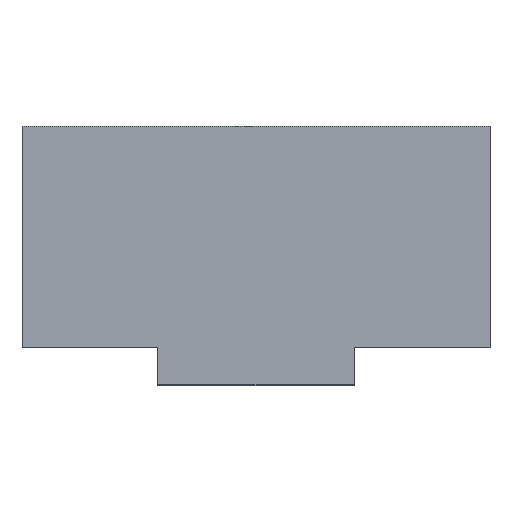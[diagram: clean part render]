
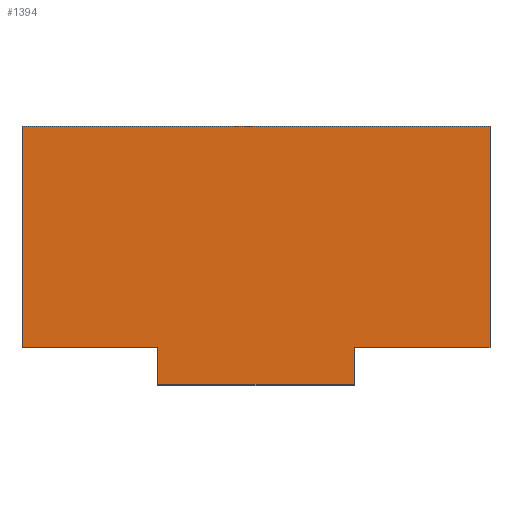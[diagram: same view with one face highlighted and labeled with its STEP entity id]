
A CAD part, top view. The second image highlights one B-rep face of the part: STEP entity #1394.
In plain terms, the highlighted planar face has unit normal (0, 0, 1).
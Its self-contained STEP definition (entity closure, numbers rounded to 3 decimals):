
#427 = PLANE('',#428);
#428 = AXIS2_PLACEMENT_3D('',#429,#430,#431);
#429 = CARTESIAN_POINT('',(-2.72,0.,0.));
#430 = DIRECTION('',(1.,0.,0.));
#431 = DIRECTION('',(0.,0.,-1.));
#483 = PLANE('',#484);
#484 = AXIS2_PLACEMENT_3D('',#485,#486,#487);
#485 = CARTESIAN_POINT('',(2.72,0.,0.));
#486 = DIRECTION('',(1.,0.,0.));
#487 = DIRECTION('',(0.,0.,-1.));
#619 = VERTEX_POINT('',#620);
#620 = CARTESIAN_POINT('',(-2.72,0.635,3.678));
#634 = PLANE('',#635);
#635 = AXIS2_PLACEMENT_3D('',#636,#637,#638);
#636 = CARTESIAN_POINT('',(-2.72,0.635,-3.278));
#637 = DIRECTION('',(0.,1.,0.));
#638 = DIRECTION('',(0.,0.,1.));
#646 = EDGE_CURVE('',#647,#619,#649,.T.);
#647 = VERTEX_POINT('',#648);
#648 = CARTESIAN_POINT('',(-2.72,-1.935,3.678));
#649 = SURFACE_CURVE('',#650,(#654,#661),.PCURVE_S1.);
#650 = LINE('',#651,#652);
#651 = CARTESIAN_POINT('',(-2.72,-1.935,3.678));
#652 = VECTOR('',#653,1.);
#653 = DIRECTION('',(0.,1.,0.));
#654 = PCURVE('',#427,#655);
#655 = DEFINITIONAL_REPRESENTATION('',(#656),#660);
#656 = LINE('',#657,#658);
#657 = CARTESIAN_POINT('',(-3.678,-1.935));
#658 = VECTOR('',#659,1.);
#659 = DIRECTION('',(0.,1.));
#660 = ( GEOMETRIC_REPRESENTATION_CONTEXT(2) 
PARAMETRIC_REPRESENTATION_CONTEXT() REPRESENTATION_CONTEXT('2D SPACE',''
  ) );
#661 = PCURVE('',#662,#667);
#662 = PLANE('',#663);
#663 = AXIS2_PLACEMENT_3D('',#664,#665,#666);
#664 = CARTESIAN_POINT('',(-2.72,0.635,3.678));
#665 = DIRECTION('',(0.,0.,1.));
#666 = DIRECTION('',(0.,-1.,0.));
#667 = DEFINITIONAL_REPRESENTATION('',(#668),#672);
#668 = LINE('',#669,#670);
#669 = CARTESIAN_POINT('',(2.57,0.));
#670 = VECTOR('',#671,1.);
#671 = DIRECTION('',(-1.,0.));
#672 = ( GEOMETRIC_REPRESENTATION_CONTEXT(2) 
PARAMETRIC_REPRESENTATION_CONTEXT() REPRESENTATION_CONTEXT('2D SPACE',''
  ) );
#690 = PLANE('',#691);
#691 = AXIS2_PLACEMENT_3D('',#692,#693,#694);
#692 = CARTESIAN_POINT('',(-2.72,-1.935,3.678));
#693 = DIRECTION('',(0.,-1.,0.));
#694 = DIRECTION('',(0.,0.,-1.));
#800 = VERTEX_POINT('',#801);
#801 = CARTESIAN_POINT('',(2.72,-1.935,3.678));
#815 = PLANE('',#816);
#816 = AXIS2_PLACEMENT_3D('',#817,#818,#819);
#817 = CARTESIAN_POINT('',(-2.72,-1.935,3.678));
#818 = DIRECTION('',(0.,-1.,0.));
#819 = DIRECTION('',(0.,0.,-1.));
#827 = EDGE_CURVE('',#828,#800,#830,.T.);
#828 = VERTEX_POINT('',#829);
#829 = CARTESIAN_POINT('',(2.72,0.635,3.678));
#830 = SURFACE_CURVE('',#831,(#835,#842),.PCURVE_S1.);
#831 = LINE('',#832,#833);
#832 = CARTESIAN_POINT('',(2.72,0.635,3.678));
#833 = VECTOR('',#834,1.);
#834 = DIRECTION('',(0.,-1.,0.));
#835 = PCURVE('',#483,#836);
#836 = DEFINITIONAL_REPRESENTATION('',(#837),#841);
#837 = LINE('',#838,#839);
#838 = CARTESIAN_POINT('',(-3.678,0.635));
#839 = VECTOR('',#840,1.);
#840 = DIRECTION('',(0.,-1.));
#841 = ( GEOMETRIC_REPRESENTATION_CONTEXT(2) 
PARAMETRIC_REPRESENTATION_CONTEXT() REPRESENTATION_CONTEXT('2D SPACE',''
  ) );
#842 = PCURVE('',#662,#843);
#843 = DEFINITIONAL_REPRESENTATION('',(#844),#848);
#844 = LINE('',#845,#846);
#845 = CARTESIAN_POINT('',(0.,5.44));
#846 = VECTOR('',#847,1.);
#847 = DIRECTION('',(1.,0.));
#848 = ( GEOMETRIC_REPRESENTATION_CONTEXT(2) 
PARAMETRIC_REPRESENTATION_CONTEXT() REPRESENTATION_CONTEXT('2D SPACE',''
  ) );
#914 = PLANE('',#915);
#915 = AXIS2_PLACEMENT_3D('',#916,#917,#918);
#916 = CARTESIAN_POINT('',(-1.143,0.,0.));
#917 = DIRECTION('',(1.,0.,0.));
#918 = DIRECTION('',(0.,0.,-1.));
#942 = PLANE('',#943);
#943 = AXIS2_PLACEMENT_3D('',#944,#945,#946);
#944 = CARTESIAN_POINT('',(-1.143,-2.365,3.678));
#945 = DIRECTION('',(0.,-1.,0.));
#946 = DIRECTION('',(0.,0.,-1.));
#970 = PLANE('',#971);
#971 = AXIS2_PLACEMENT_3D('',#972,#973,#974);
#972 = CARTESIAN_POINT('',(1.143,0.,0.));
#973 = DIRECTION('',(1.,0.,0.));
#974 = DIRECTION('',(0.,0.,-1.));
#1010 = VERTEX_POINT('',#1011);
#1011 = CARTESIAN_POINT('',(-1.143,-1.935,3.678));
#1034 = EDGE_CURVE('',#647,#1010,#1035,.T.);
#1035 = SURFACE_CURVE('',#1036,(#1040,#1047),.PCURVE_S1.);
#1036 = LINE('',#1037,#1038);
#1037 = CARTESIAN_POINT('',(-2.72,-1.935,3.678));
#1038 = VECTOR('',#1039,1.);
#1039 = DIRECTION('',(1.,0.,0.));
#1040 = PCURVE('',#690,#1041);
#1041 = DEFINITIONAL_REPRESENTATION('',(#1042),#1046);
#1042 = LINE('',#1043,#1044);
#1043 = CARTESIAN_POINT('',(0.,0.));
#1044 = VECTOR('',#1045,1.);
#1045 = DIRECTION('',(0.,1.));
#1046 = ( GEOMETRIC_REPRESENTATION_CONTEXT(2) 
PARAMETRIC_REPRESENTATION_CONTEXT() REPRESENTATION_CONTEXT('2D SPACE',''
  ) );
#1047 = PCURVE('',#662,#1048);
#1048 = DEFINITIONAL_REPRESENTATION('',(#1049),#1053);
#1049 = LINE('',#1050,#1051);
#1050 = CARTESIAN_POINT('',(2.57,0.));
#1051 = VECTOR('',#1052,1.);
#1052 = DIRECTION('',(0.,1.));
#1053 = ( GEOMETRIC_REPRESENTATION_CONTEXT(2) 
PARAMETRIC_REPRESENTATION_CONTEXT() REPRESENTATION_CONTEXT('2D SPACE',''
  ) );
#1059 = VERTEX_POINT('',#1060);
#1060 = CARTESIAN_POINT('',(1.143,-1.935,3.678));
#1081 = EDGE_CURVE('',#1059,#800,#1082,.T.);
#1082 = SURFACE_CURVE('',#1083,(#1087,#1094),.PCURVE_S1.);
#1083 = LINE('',#1084,#1085);
#1084 = CARTESIAN_POINT('',(1.143,-1.935,3.678));
#1085 = VECTOR('',#1086,1.);
#1086 = DIRECTION('',(1.,0.,0.));
#1087 = PCURVE('',#815,#1088);
#1088 = DEFINITIONAL_REPRESENTATION('',(#1089),#1093);
#1089 = LINE('',#1090,#1091);
#1090 = CARTESIAN_POINT('',(0.,3.863));
#1091 = VECTOR('',#1092,1.);
#1092 = DIRECTION('',(0.,1.));
#1093 = ( GEOMETRIC_REPRESENTATION_CONTEXT(2) 
PARAMETRIC_REPRESENTATION_CONTEXT() REPRESENTATION_CONTEXT('2D SPACE',''
  ) );
#1094 = PCURVE('',#662,#1095);
#1095 = DEFINITIONAL_REPRESENTATION('',(#1096),#1100);
#1096 = LINE('',#1097,#1098);
#1097 = CARTESIAN_POINT('',(2.57,3.863));
#1098 = VECTOR('',#1099,1.);
#1099 = DIRECTION('',(0.,1.));
#1100 = ( GEOMETRIC_REPRESENTATION_CONTEXT(2) 
PARAMETRIC_REPRESENTATION_CONTEXT() REPRESENTATION_CONTEXT('2D SPACE',''
  ) );
#1107 = EDGE_CURVE('',#1010,#1108,#1110,.T.);
#1108 = VERTEX_POINT('',#1109);
#1109 = CARTESIAN_POINT('',(-1.143,-2.365,3.678));
#1110 = SURFACE_CURVE('',#1111,(#1115,#1122),.PCURVE_S1.);
#1111 = LINE('',#1112,#1113);
#1112 = CARTESIAN_POINT('',(-1.143,-1.935,3.678));
#1113 = VECTOR('',#1114,1.);
#1114 = DIRECTION('',(0.,-1.,0.));
#1115 = PCURVE('',#914,#1116);
#1116 = DEFINITIONAL_REPRESENTATION('',(#1117),#1121);
#1117 = LINE('',#1118,#1119);
#1118 = CARTESIAN_POINT('',(-3.678,-1.935));
#1119 = VECTOR('',#1120,1.);
#1120 = DIRECTION('',(0.,-1.));
#1121 = ( GEOMETRIC_REPRESENTATION_CONTEXT(2) 
PARAMETRIC_REPRESENTATION_CONTEXT() REPRESENTATION_CONTEXT('2D SPACE',''
  ) );
#1122 = PCURVE('',#662,#1123);
#1123 = DEFINITIONAL_REPRESENTATION('',(#1124),#1128);
#1124 = LINE('',#1125,#1126);
#1125 = CARTESIAN_POINT('',(2.57,1.578));
#1126 = VECTOR('',#1127,1.);
#1127 = DIRECTION('',(1.,0.));
#1128 = ( GEOMETRIC_REPRESENTATION_CONTEXT(2) 
PARAMETRIC_REPRESENTATION_CONTEXT() REPRESENTATION_CONTEXT('2D SPACE',''
  ) );
#1394 = ADVANCED_FACE('',(#1395),#662,.T.);
#1395 = FACE_BOUND('',#1396,.F.);
#1396 = EDGE_LOOP('',(#1397,#1398,#1399,#1400,#1421,#1422,#1423,#1446));
#1397 = ORIENTED_EDGE('',*,*,#1107,.F.);
#1398 = ORIENTED_EDGE('',*,*,#1034,.F.);
#1399 = ORIENTED_EDGE('',*,*,#646,.T.);
#1400 = ORIENTED_EDGE('',*,*,#1401,.T.);
#1401 = EDGE_CURVE('',#619,#828,#1402,.T.);
#1402 = SURFACE_CURVE('',#1403,(#1407,#1414),.PCURVE_S1.);
#1403 = LINE('',#1404,#1405);
#1404 = CARTESIAN_POINT('',(-2.72,0.635,3.678));
#1405 = VECTOR('',#1406,1.);
#1406 = DIRECTION('',(1.,0.,0.));
#1407 = PCURVE('',#662,#1408);
#1408 = DEFINITIONAL_REPRESENTATION('',(#1409),#1413);
#1409 = LINE('',#1410,#1411);
#1410 = CARTESIAN_POINT('',(0.,0.));
#1411 = VECTOR('',#1412,1.);
#1412 = DIRECTION('',(0.,1.));
#1413 = ( GEOMETRIC_REPRESENTATION_CONTEXT(2) 
PARAMETRIC_REPRESENTATION_CONTEXT() REPRESENTATION_CONTEXT('2D SPACE',''
  ) );
#1414 = PCURVE('',#634,#1415);
#1415 = DEFINITIONAL_REPRESENTATION('',(#1416),#1420);
#1416 = LINE('',#1417,#1418);
#1417 = CARTESIAN_POINT('',(6.955,0.));
#1418 = VECTOR('',#1419,1.);
#1419 = DIRECTION('',(0.,1.));
#1420 = ( GEOMETRIC_REPRESENTATION_CONTEXT(2) 
PARAMETRIC_REPRESENTATION_CONTEXT() REPRESENTATION_CONTEXT('2D SPACE',''
  ) );
#1421 = ORIENTED_EDGE('',*,*,#827,.T.);
#1422 = ORIENTED_EDGE('',*,*,#1081,.F.);
#1423 = ORIENTED_EDGE('',*,*,#1424,.T.);
#1424 = EDGE_CURVE('',#1059,#1425,#1427,.T.);
#1425 = VERTEX_POINT('',#1426);
#1426 = CARTESIAN_POINT('',(1.143,-2.365,3.678));
#1427 = SURFACE_CURVE('',#1428,(#1432,#1439),.PCURVE_S1.);
#1428 = LINE('',#1429,#1430);
#1429 = CARTESIAN_POINT('',(1.143,-1.935,3.678));
#1430 = VECTOR('',#1431,1.);
#1431 = DIRECTION('',(0.,-1.,0.));
#1432 = PCURVE('',#662,#1433);
#1433 = DEFINITIONAL_REPRESENTATION('',(#1434),#1438);
#1434 = LINE('',#1435,#1436);
#1435 = CARTESIAN_POINT('',(2.57,3.863));
#1436 = VECTOR('',#1437,1.);
#1437 = DIRECTION('',(1.,0.));
#1438 = ( GEOMETRIC_REPRESENTATION_CONTEXT(2) 
PARAMETRIC_REPRESENTATION_CONTEXT() REPRESENTATION_CONTEXT('2D SPACE',''
  ) );
#1439 = PCURVE('',#970,#1440);
#1440 = DEFINITIONAL_REPRESENTATION('',(#1441),#1445);
#1441 = LINE('',#1442,#1443);
#1442 = CARTESIAN_POINT('',(-3.678,-1.935));
#1443 = VECTOR('',#1444,1.);
#1444 = DIRECTION('',(0.,-1.));
#1445 = ( GEOMETRIC_REPRESENTATION_CONTEXT(2) 
PARAMETRIC_REPRESENTATION_CONTEXT() REPRESENTATION_CONTEXT('2D SPACE',''
  ) );
#1446 = ORIENTED_EDGE('',*,*,#1447,.F.);
#1447 = EDGE_CURVE('',#1108,#1425,#1448,.T.);
#1448 = SURFACE_CURVE('',#1449,(#1453,#1460),.PCURVE_S1.);
#1449 = LINE('',#1450,#1451);
#1450 = CARTESIAN_POINT('',(-1.143,-2.365,3.678));
#1451 = VECTOR('',#1452,1.);
#1452 = DIRECTION('',(1.,0.,0.));
#1453 = PCURVE('',#662,#1454);
#1454 = DEFINITIONAL_REPRESENTATION('',(#1455),#1459);
#1455 = LINE('',#1456,#1457);
#1456 = CARTESIAN_POINT('',(3.,1.578));
#1457 = VECTOR('',#1458,1.);
#1458 = DIRECTION('',(0.,1.));
#1459 = ( GEOMETRIC_REPRESENTATION_CONTEXT(2) 
PARAMETRIC_REPRESENTATION_CONTEXT() REPRESENTATION_CONTEXT('2D SPACE',''
  ) );
#1460 = PCURVE('',#942,#1461);
#1461 = DEFINITIONAL_REPRESENTATION('',(#1462),#1466);
#1462 = LINE('',#1463,#1464);
#1463 = CARTESIAN_POINT('',(0.,0.));
#1464 = VECTOR('',#1465,1.);
#1465 = DIRECTION('',(0.,1.));
#1466 = ( GEOMETRIC_REPRESENTATION_CONTEXT(2) 
PARAMETRIC_REPRESENTATION_CONTEXT() REPRESENTATION_CONTEXT('2D SPACE',''
  ) );
